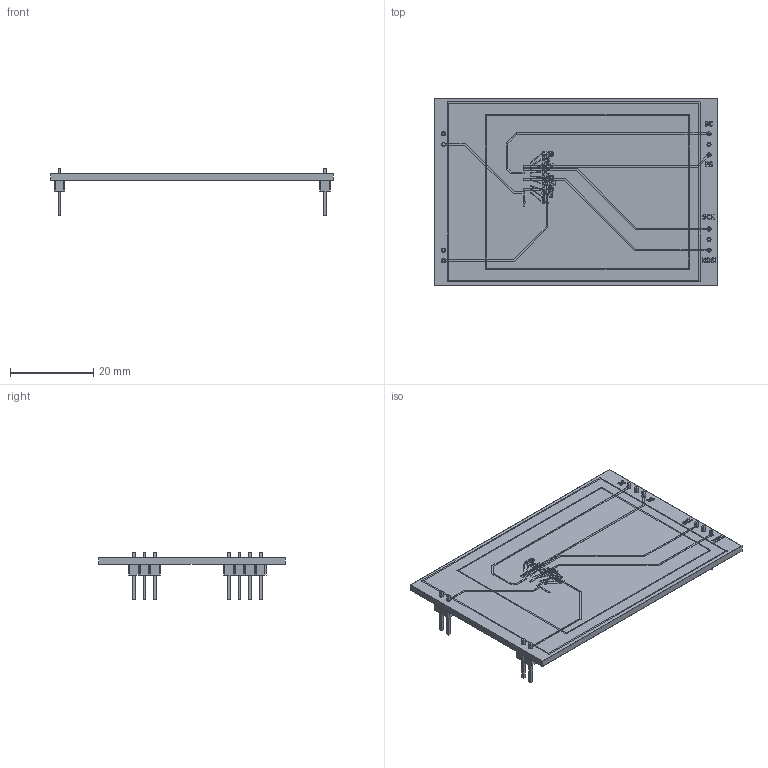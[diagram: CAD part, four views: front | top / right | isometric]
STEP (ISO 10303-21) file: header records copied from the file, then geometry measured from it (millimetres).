
FILE_DESCRIPTION(('KiCad electronic assembly'),'2;1');
FILE_NAME('lcd_Daughterboard.step','2025-04-08T12:45:36',('Pcbnew'),( 'Kicad'),'Open CASCADE STEP processor 7.8','KiCad to STEP converter' ,'Unknown');
FILE_SCHEMA(('AUTOMOTIVE_DESIGN { 1 0 10303 214 1 1 1 1 }'));
Length unit declared in the file: millimetre
Products named in the file (7): lcd_Daughterboard 1; PinHeader_1x02_P2.54mm_Vertical; PinHeader_1x03_P2.54mm_Vertical; lcd_Daughterboard_copper; lcd_Daughterboard_silkscreen; lcd_Daughterboard_soldermask; lcd_Daughterboard_PCB
Assembly tree (8 placements, depth 2):
  lcd_Daughterboard 1
    PinHeader_1x02_P2.54mm_Vertical  x2
    PinHeader_1x03_P2.54mm_Vertical  x2
    lcd_Daughterboard_copper
    lcd_Daughterboard_silkscreen
    lcd_Daughterboard_soldermask
    lcd_Daughterboard_PCB
Bounding box: 68 x 45 x 11.54 mm (x, y, z)
Volume: 4809.5 mm3; surface area: 13513.2 mm2
Topology: 13 solids, 88 shells, 461 faces, 2244 edges, 1904 vertices
Faces by surface type: plane 422, cylinder 39
Full cylindrical faces by diameter (mm): 1 x10
Entity records: 20919 total; most frequent: CARTESIAN_POINT 4000, DIRECTION 3049, ORIENTED_EDGE 2580, EDGE_CURVE 1942, VERTEX_POINT 1716, LINE 1519, VECTOR 1519, AXIS2_PLACEMENT_3D 765
